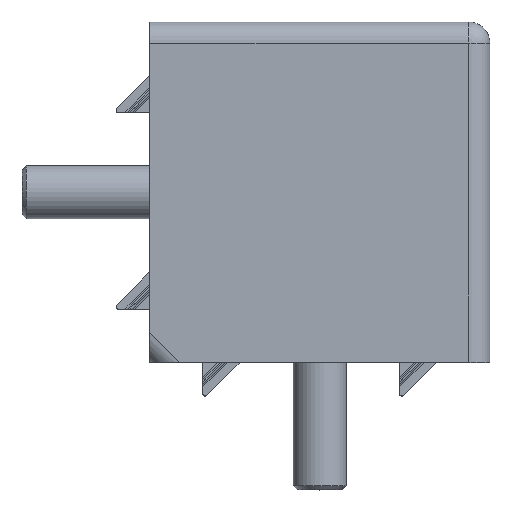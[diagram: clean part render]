
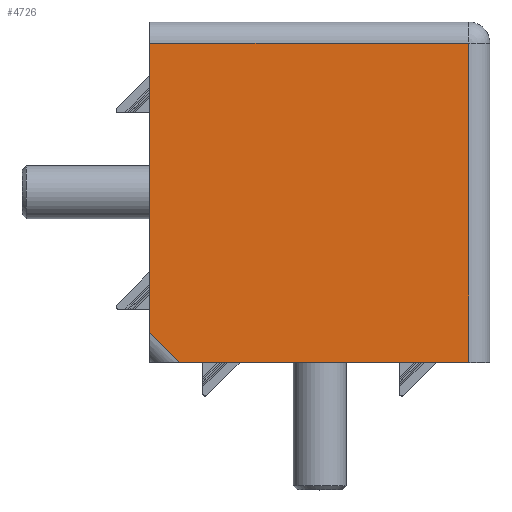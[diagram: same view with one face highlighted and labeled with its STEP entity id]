
A CAD part, top view. The second image highlights one B-rep face of the part: STEP entity #4726.
In plain terms, the highlighted face is planar.
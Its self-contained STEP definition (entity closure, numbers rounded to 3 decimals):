
#452=LINE('',#7157,#864);
#525=LINE('',#7383,#937);
#557=LINE('',#7456,#969);
#558=LINE('',#7457,#970);
#559=LINE('',#7459,#971);
#864=VECTOR('',#5697,1000.);
#937=VECTOR('',#5904,1000.);
#969=VECTOR('',#5964,1000.);
#970=VECTOR('',#5965,1000.);
#971=VECTOR('',#5966,1000.);
#1615=ORIENTED_EDGE('',*,*,#2916,.F.);
#1616=ORIENTED_EDGE('',*,*,#2877,.F.);
#1617=ORIENTED_EDGE('',*,*,#2917,.T.);
#1618=ORIENTED_EDGE('',*,*,#2918,.T.);
#1619=ORIENTED_EDGE('',*,*,#2764,.F.);
#2764=EDGE_CURVE('',#3464,#3465,#452,.T.);
#2877=EDGE_CURVE('',#3550,#3551,#525,.T.);
#2916=EDGE_CURVE('',#3551,#3464,#557,.T.);
#2917=EDGE_CURVE('',#3550,#3578,#558,.F.);
#2918=EDGE_CURVE('',#3578,#3465,#559,.F.);
#3464=VERTEX_POINT('',#7156);
#3465=VERTEX_POINT('',#7158);
#3550=VERTEX_POINT('',#7382);
#3551=VERTEX_POINT('',#7384);
#3578=VERTEX_POINT('',#7458);
#4047=EDGE_LOOP('',(#1615,#1616,#1617,#1618,#1619));
#4334=FACE_BOUND('',#4047,.T.);
#4566=PLANE('',#5107);
#4726=ADVANCED_FACE('',(#4334),#4566,.F.);
#5107=AXIS2_PLACEMENT_3D('',#7455,#5962,#5963);
#5697=DIRECTION('',(0.,1.,0.));
#5904=DIRECTION('',(0.,0.,-1.));
#5962=DIRECTION('',(1.,0.,0.));
#5963=DIRECTION('',(0.,0.,-1.));
#5964=DIRECTION('',(0.,0.707,-0.707));
#5965=DIRECTION('',(0.,-1.,0.));
#5966=DIRECTION('',(0.,0.,1.));
#7156=CARTESIAN_POINT('',(-9.,2.828,0.));
#7157=CARTESIAN_POINT('',(-9.,0.,0.));
#7158=CARTESIAN_POINT('',(-9.,30.,0.));
#7382=CARTESIAN_POINT('',(-9.,0.,30.));
#7383=CARTESIAN_POINT('',(-9.,0.,32.));
#7384=CARTESIAN_POINT('',(-9.,0.,2.828));
#7455=CARTESIAN_POINT('',(-9.,0.,0.));
#7456=CARTESIAN_POINT('',(-9.,1.414,1.414));
#7457=CARTESIAN_POINT('',(-9.,0.,30.));
#7458=CARTESIAN_POINT('',(-9.,30.,30.));
#7459=CARTESIAN_POINT('',(-9.,30.,0.));
